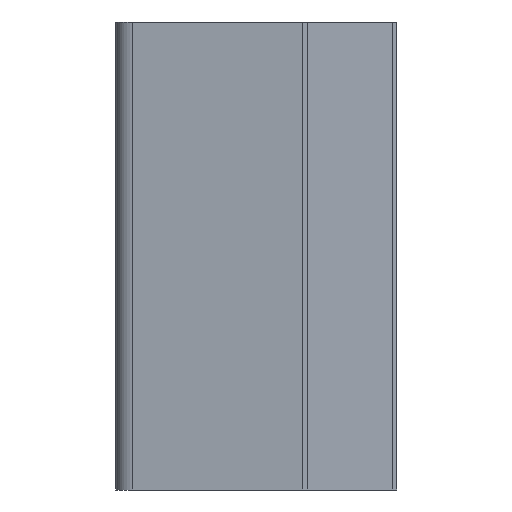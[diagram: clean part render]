
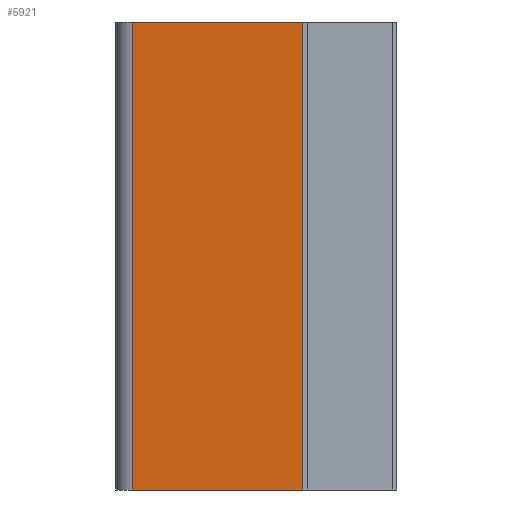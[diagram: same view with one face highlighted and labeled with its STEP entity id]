
A CAD part, left-side view. The second image highlights one B-rep face of the part: STEP entity #5921.
In plain terms, the highlighted planar face has unit normal (-0.995, 0.1, 0).
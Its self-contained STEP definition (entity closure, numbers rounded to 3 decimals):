
#407=FACE_OUTER_BOUND('',#735,.T.);
#735=EDGE_LOOP('',(#3700,#3701,#3702,#3703));
#1095=LINE('',#7621,#1698);
#1096=LINE('',#7623,#1699);
#1097=LINE('',#7625,#1700);
#1098=LINE('',#7626,#1701);
#1698=VECTOR('',#6517,1000.);
#1699=VECTOR('',#6518,1000.);
#1700=VECTOR('',#6519,1000.);
#1701=VECTOR('',#6520,1000.);
#2301=VERTEX_POINT('',#7619);
#2302=VERTEX_POINT('',#7620);
#2303=VERTEX_POINT('',#7622);
#2304=VERTEX_POINT('',#7624);
#2861=EDGE_CURVE('',#2301,#2302,#1095,.T.);
#2862=EDGE_CURVE('',#2302,#2303,#1096,.T.);
#2863=EDGE_CURVE('',#2304,#2303,#1097,.T.);
#2864=EDGE_CURVE('',#2301,#2304,#1098,.T.);
#3700=ORIENTED_EDGE('',*,*,#2861,.T.);
#3701=ORIENTED_EDGE('',*,*,#2862,.T.);
#3702=ORIENTED_EDGE('',*,*,#2863,.F.);
#3703=ORIENTED_EDGE('',*,*,#2864,.F.);
#5375=PLANE('',#6260);
#5921=ADVANCED_FACE('',(#407),#5375,.T.);
#6260=AXIS2_PLACEMENT_3D('',#7618,#6515,#6516);
#6515=DIRECTION('center_axis',(-0.995,0.1,0.));
#6516=DIRECTION('ref_axis',(-0.1,-0.995,0.));
#6517=DIRECTION('',(0.1,0.995,0.));
#6518=DIRECTION('',(0.,0.,-1.));
#6519=DIRECTION('',(0.1,0.995,0.));
#6520=DIRECTION('',(0.,0.,-1.));
#7618=CARTESIAN_POINT('Origin',(-0.664,-0.013,
0.625));
#7619=CARTESIAN_POINT('',(-0.65,0.125,0.625));
#7620=CARTESIAN_POINT('',(-0.605,0.58,0.625));
#7621=CARTESIAN_POINT('',(-0.664,-0.013,0.625));
#7622=CARTESIAN_POINT('',(-0.605,0.58,-0.625));
#7623=CARTESIAN_POINT('',(-0.605,0.58,0.625));
#7624=CARTESIAN_POINT('',(-0.65,0.125,-0.625));
#7625=CARTESIAN_POINT('',(-0.664,-0.013,-0.625));
#7626=CARTESIAN_POINT('',(-0.65,0.125,0.625));
